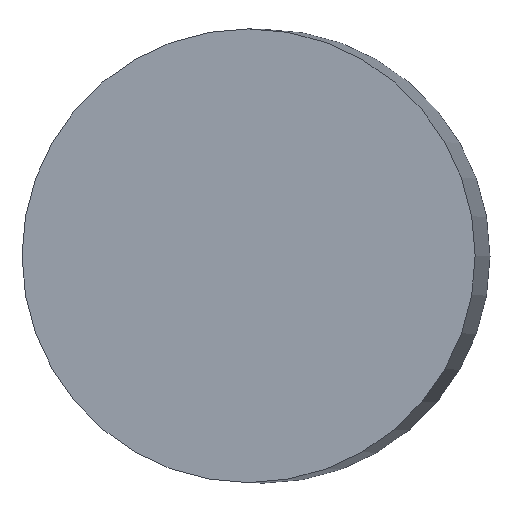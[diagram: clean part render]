
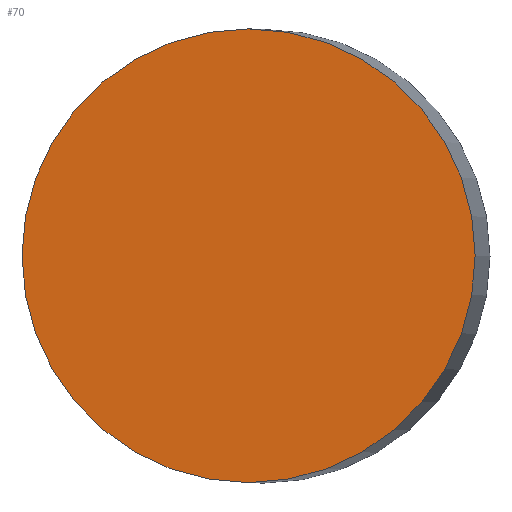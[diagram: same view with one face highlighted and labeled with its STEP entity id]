
A CAD part, top view. The second image highlights one B-rep face of the part: STEP entity #70.
In plain terms, the highlighted planar face has unit normal (-0.052, 0, 0.999).
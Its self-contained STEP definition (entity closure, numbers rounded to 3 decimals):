
#17=PLANE('',#81);
#27=FACE_OUTER_BOUND('',#33,.T.);
#33=EDGE_LOOP('',(#61));
#39=CIRCLE('',#82,4.);
#44=VERTEX_POINT('',#122);
#50=EDGE_CURVE('',#44,#44,#39,.F.);
#61=ORIENTED_EDGE('',*,*,#50,.F.);
#70=ADVANCED_FACE('',(#27),#17,.T.);
#81=AXIS2_PLACEMENT_3D('',#121,#101,#102);
#82=AXIS2_PLACEMENT_3D('',#123,#103,#104);
#101=DIRECTION('center_axis',(-0.052,0.,
0.999));
#102=DIRECTION('ref_axis',(0.,-1.,0.));
#103=DIRECTION('center_axis',(-0.052,0.,
0.999));
#104=DIRECTION('ref_axis',(0.999,0.,0.052));
#121=CARTESIAN_POINT('Origin',(74.995,0.,-24.885));
#122=CARTESIAN_POINT('',(67.005,0.,-25.303));
#123=CARTESIAN_POINT('Origin',(71.,0.,-25.094));
